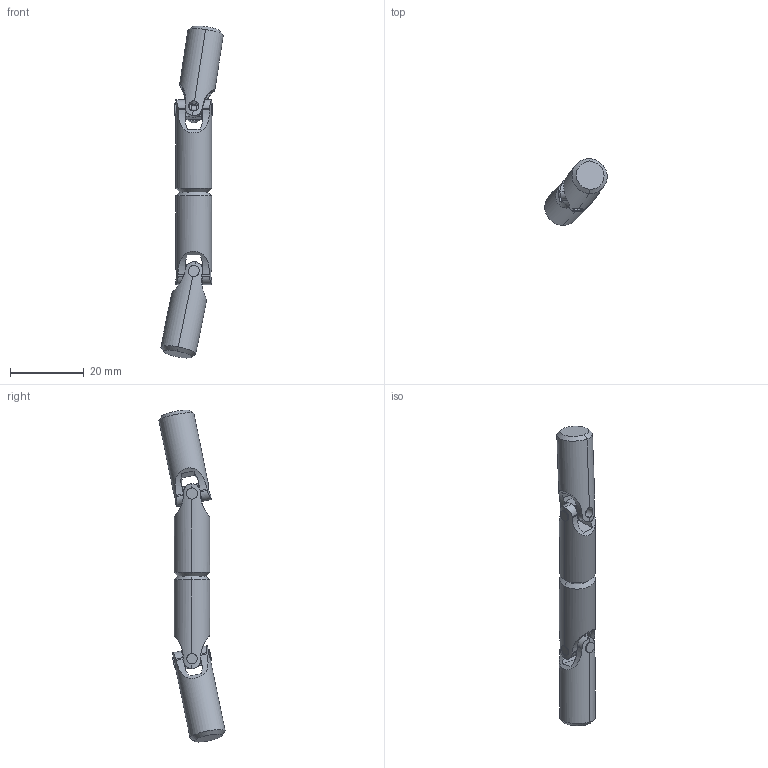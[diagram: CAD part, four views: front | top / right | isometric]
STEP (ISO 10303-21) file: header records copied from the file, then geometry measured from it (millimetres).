
FILE_DESCRIPTION((''),'2;1');
FILE_NAME('DD-1_ASM','2013-05-02T',('ppetruska'),(''),'PRO/ENGINEER BY PARAMETRIC TECHNOLOGY CORPORATION, 2012480','PRO/ENGINEER BY PARAMETRIC TECHNOLOGY CORPORATION, 2012480','');
FILE_SCHEMA(('CONFIG_CONTROL_DESIGN'));
Length unit declared in the file: millimetre
Products named in the file (6): D-1-YOKE; D-1-BLOCK; D-1-MAIN_PIN_; D-1-HALF_PIN; D-1-RIVET_PIN; DD-1_ASM
Assembly tree (14 placements, depth 2):
  DD-1_ASM
    D-1-YOKE  x4
    D-1-BLOCK  x2
    D-1-MAIN_PIN_  x2
    D-1-HALF_PIN  x4
    D-1-RIVET_PIN  x2
Bounding box: 16.88 x 17.9 x 89.83 mm (x, y, z)
Volume: 5784.2 mm3; surface area: 4182 mm2
Topology: 14 solids, 14 shells, 192 faces, 460 edges, 282 vertices
Faces by surface type: cylinder 106, plane 62, cone 24
Entity records: 8791 total; most frequent: CARTESIAN_POINT 7126, DIRECTION 337, ORIENTED_EDGE 300, EDGE_CURVE 150, AXIS2_PLACEMENT_3D 135, VERTEX_POINT 91, EDGE_LOOP 71, VECTOR 67
